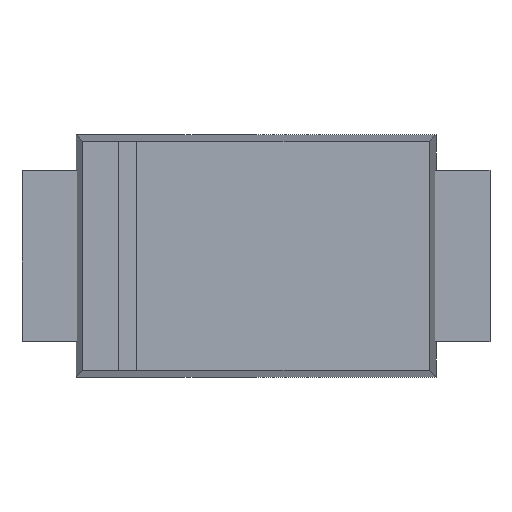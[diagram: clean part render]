
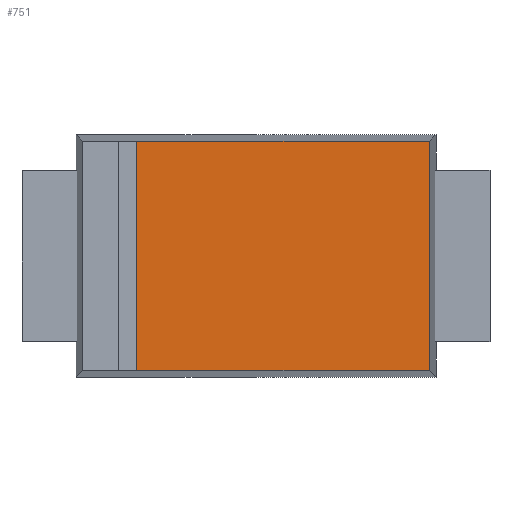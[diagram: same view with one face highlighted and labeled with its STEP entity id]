
A CAD part, top view. The second image highlights one B-rep face of the part: STEP entity #751.
In plain terms, the highlighted planar face has unit normal (0, 0, 1).
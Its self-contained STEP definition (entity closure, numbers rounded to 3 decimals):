
#32 = B_SPLINE_SURFACE_WITH_KNOTS('',1,1,(
    (#33,#34)
    ,(#35,#36)),.UNSPECIFIED.,.F.,.F.,.F.,(2,2),(2,2),(0.,4.),(0.,1.),
  .PIECEWISE_BEZIER_KNOTS.);
#33 = CARTESIAN_POINT('',(-2.,1.35,0.05));
#34 = CARTESIAN_POINT('',(-1.923,1.273,1.15));
#35 = CARTESIAN_POINT('',(2.,1.35,0.05));
#36 = CARTESIAN_POINT('',(1.923,1.273,1.15));
#57 = VERTEX_POINT('',#58);
#58 = CARTESIAN_POINT('',(1.923,1.273,1.15));
#71 = B_SPLINE_SURFACE_WITH_KNOTS('',1,1,(
    (#72,#73)
    ,(#74,#75)),.UNSPECIFIED.,.F.,.F.,.F.,(2,2),(2,2),(0.,2.7),(0.,1.),
  .PIECEWISE_BEZIER_KNOTS.);
#72 = CARTESIAN_POINT('',(2.,1.35,0.05));
#73 = CARTESIAN_POINT('',(1.923,1.273,1.15));
#74 = CARTESIAN_POINT('',(2.,-1.35,0.05));
#75 = CARTESIAN_POINT('',(1.923,-1.273,1.15));
#83 = EDGE_CURVE('',#84,#57,#86,.T.);
#84 = VERTEX_POINT('',#85);
#85 = CARTESIAN_POINT('',(-1.323,1.273,1.15));
#86 = SURFACE_CURVE('',#87,(#91,#97),.PCURVE_S1.);
#87 = LINE('',#88,#89);
#88 = CARTESIAN_POINT('',(-2.,1.273,1.15));
#89 = VECTOR('',#90,1.);
#90 = DIRECTION('',(1.,0.,0.));
#91 = PCURVE('',#32,#92);
#92 = DEFINITIONAL_REPRESENTATION('',(#93),#96);
#93 = B_SPLINE_CURVE_WITH_KNOTS('',1,(#94,#95),.UNSPECIFIED.,.F.,.F.,(2,
    2),(0.077,3.923),.PIECEWISE_BEZIER_KNOTS.);
#94 = CARTESIAN_POINT('',(0.,1.));
#95 = CARTESIAN_POINT('',(4.,1.));
#96 = ( GEOMETRIC_REPRESENTATION_CONTEXT(2) 
PARAMETRIC_REPRESENTATION_CONTEXT() REPRESENTATION_CONTEXT('2D SPACE',''
  ) );
#97 = PCURVE('',#98,#103);
#98 = PLANE('',#99);
#99 = AXIS2_PLACEMENT_3D('',#100,#101,#102);
#100 = CARTESIAN_POINT('',(-1.923,1.273,1.15));
#101 = DIRECTION('',(0.,0.,1.));
#102 = DIRECTION('',(0.834,-0.552,0.));
#103 = DEFINITIONAL_REPRESENTATION('',(#104),#108);
#104 = LINE('',#105,#106);
#105 = CARTESIAN_POINT('',(-0.064,-0.042));
#106 = VECTOR('',#107,1.);
#107 = DIRECTION('',(0.834,0.552));
#108 = ( GEOMETRIC_REPRESENTATION_CONTEXT(2) 
PARAMETRIC_REPRESENTATION_CONTEXT() REPRESENTATION_CONTEXT('2D SPACE',''
  ) );
#334 = B_SPLINE_SURFACE_WITH_KNOTS('',1,1,(
    (#335,#336)
    ,(#337,#338)),.UNSPECIFIED.,.F.,.F.,.F.,(2,2),(2,2),(0.,4.),(0.,1.),
  .PIECEWISE_BEZIER_KNOTS.);
#335 = CARTESIAN_POINT('',(2.,-1.35,0.05));
#336 = CARTESIAN_POINT('',(1.923,-1.273,1.15));
#337 = CARTESIAN_POINT('',(-2.,-1.35,0.05));
#338 = CARTESIAN_POINT('',(-1.923,-1.273,1.15));
#556 = VERTEX_POINT('',#557);
#557 = CARTESIAN_POINT('',(1.923,-1.273,1.15));
#577 = EDGE_CURVE('',#57,#556,#578,.T.);
#578 = SURFACE_CURVE('',#579,(#583,#589),.PCURVE_S1.);
#579 = LINE('',#580,#581);
#580 = CARTESIAN_POINT('',(1.923,1.35,1.15));
#581 = VECTOR('',#582,1.);
#582 = DIRECTION('',(0.,-1.,0.));
#583 = PCURVE('',#71,#584);
#584 = DEFINITIONAL_REPRESENTATION('',(#585),#588);
#585 = B_SPLINE_CURVE_WITH_KNOTS('',1,(#586,#587),.UNSPECIFIED.,.F.,.F.,
  (2,2),(0.077,2.623),.PIECEWISE_BEZIER_KNOTS.);
#586 = CARTESIAN_POINT('',(0.,1.));
#587 = CARTESIAN_POINT('',(2.7,1.));
#588 = ( GEOMETRIC_REPRESENTATION_CONTEXT(2) 
PARAMETRIC_REPRESENTATION_CONTEXT() REPRESENTATION_CONTEXT('2D SPACE',''
  ) );
#589 = PCURVE('',#98,#590);
#590 = DEFINITIONAL_REPRESENTATION('',(#591),#595);
#591 = LINE('',#592,#593);
#592 = CARTESIAN_POINT('',(3.165,2.187));
#593 = VECTOR('',#594,1.);
#594 = DIRECTION('',(0.552,-0.834));
#595 = ( GEOMETRIC_REPRESENTATION_CONTEXT(2) 
PARAMETRIC_REPRESENTATION_CONTEXT() REPRESENTATION_CONTEXT('2D SPACE',''
  ) );
#739 = PLANE('',#740);
#740 = AXIS2_PLACEMENT_3D('',#741,#742,#743);
#741 = CARTESIAN_POINT('',(-1.323,1.273,1.15));
#742 = DIRECTION('',(1.,0.,0.));
#743 = DIRECTION('',(0.,-1.,0.));
#751 = ADVANCED_FACE('',(#752),#98,.T.);
#752 = FACE_BOUND('',#753,.T.);
#753 = EDGE_LOOP('',(#754,#755,#778,#798));
#754 = ORIENTED_EDGE('',*,*,#83,.F.);
#755 = ORIENTED_EDGE('',*,*,#756,.T.);
#756 = EDGE_CURVE('',#84,#757,#759,.T.);
#757 = VERTEX_POINT('',#758);
#758 = CARTESIAN_POINT('',(-1.323,-1.273,1.15));
#759 = SURFACE_CURVE('',#760,(#764,#771),.PCURVE_S1.);
#760 = LINE('',#761,#762);
#761 = CARTESIAN_POINT('',(-1.323,1.273,1.15));
#762 = VECTOR('',#763,1.);
#763 = DIRECTION('',(0.,-1.,0.));
#764 = PCURVE('',#98,#765);
#765 = DEFINITIONAL_REPRESENTATION('',(#766),#770);
#766 = LINE('',#767,#768);
#767 = CARTESIAN_POINT('',(0.5,0.331));
#768 = VECTOR('',#769,1.);
#769 = DIRECTION('',(0.552,-0.834));
#770 = ( GEOMETRIC_REPRESENTATION_CONTEXT(2) 
PARAMETRIC_REPRESENTATION_CONTEXT() REPRESENTATION_CONTEXT('2D SPACE',''
  ) );
#771 = PCURVE('',#739,#772);
#772 = DEFINITIONAL_REPRESENTATION('',(#773),#777);
#773 = LINE('',#774,#775);
#774 = CARTESIAN_POINT('',(0.,0.));
#775 = VECTOR('',#776,1.);
#776 = DIRECTION('',(1.,0.));
#777 = ( GEOMETRIC_REPRESENTATION_CONTEXT(2) 
PARAMETRIC_REPRESENTATION_CONTEXT() REPRESENTATION_CONTEXT('2D SPACE',''
  ) );
#778 = ORIENTED_EDGE('',*,*,#779,.F.);
#779 = EDGE_CURVE('',#556,#757,#780,.T.);
#780 = SURFACE_CURVE('',#781,(#785,#792),.PCURVE_S1.);
#781 = LINE('',#782,#783);
#782 = CARTESIAN_POINT('',(2.,-1.273,1.15));
#783 = VECTOR('',#784,1.);
#784 = DIRECTION('',(-1.,0.,0.));
#785 = PCURVE('',#98,#786);
#786 = DEFINITIONAL_REPRESENTATION('',(#787),#791);
#787 = LINE('',#788,#789);
#788 = CARTESIAN_POINT('',(4.677,0.042));
#789 = VECTOR('',#790,1.);
#790 = DIRECTION('',(-0.834,-0.552));
#791 = ( GEOMETRIC_REPRESENTATION_CONTEXT(2) 
PARAMETRIC_REPRESENTATION_CONTEXT() REPRESENTATION_CONTEXT('2D SPACE',''
  ) );
#792 = PCURVE('',#334,#793);
#793 = DEFINITIONAL_REPRESENTATION('',(#794),#797);
#794 = B_SPLINE_CURVE_WITH_KNOTS('',1,(#795,#796),.UNSPECIFIED.,.F.,.F.,
  (2,2),(0.077,3.923),.PIECEWISE_BEZIER_KNOTS.);
#795 = CARTESIAN_POINT('',(0.,1.));
#796 = CARTESIAN_POINT('',(4.,1.));
#797 = ( GEOMETRIC_REPRESENTATION_CONTEXT(2) 
PARAMETRIC_REPRESENTATION_CONTEXT() REPRESENTATION_CONTEXT('2D SPACE',''
  ) );
#798 = ORIENTED_EDGE('',*,*,#577,.F.);
